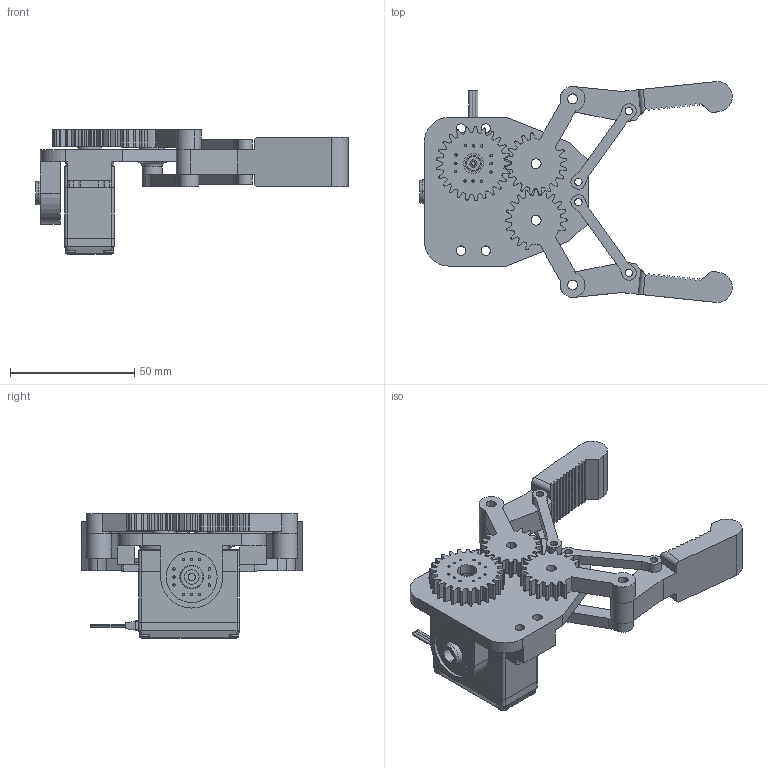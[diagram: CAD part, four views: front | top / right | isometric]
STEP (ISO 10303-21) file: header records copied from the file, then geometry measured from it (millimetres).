
FILE_DESCRIPTION (( 'STEP AP203' ), '1' );
FILE_NAME ('grbk.STEP', '2018-05-23T06:54:48', ( '' ), ( '' ), 'SwSTEP 2.0', 'SolidWorks 2016', '' );
FILE_SCHEMA (( 'CONFIG_CONTROL_DESIGN' ));
Length unit declared in the file: millimetre
Products named in the file (16): TOWER PRO MG-995, ANALOG SERVO, SHAFT; cenek; pan cross head_am_B18.6.7M - M2 x 0.4 x 10 Type I Cross Recessed PHMS --10N; ek2; TOWER PRO MG-995, ANALOG SERVO; ek; round mount; dd3y; grbk; TOWER PRO MG-995, ANALOG SERVO, BODY, BOTTOM; TOWER PRO MG-995, ANALOG SERVO, BODY, MIDDLE; g1k; TOWER PRO MG-995, ANALOG SERVO, BODY, TOP; dd1k; TOWER PRO MG-995, ANALOG SERVO, CONNECTOR; dd2k
Assembly tree (24 placements, depth 3):
  grbk
    g1k
    dd1k
    dd2k
    cenek  x2
    ek2  x2
    ek  x4
    dd3y
    TOWER PRO MG-995, ANALOG SERVO
      TOWER PRO MG-995, ANALOG SERVO, BODY, BOTTOM
      TOWER PRO MG-995, ANALOG SERVO, BODY, MIDDLE
      TOWER PRO MG-995, ANALOG SERVO, BODY, TOP
      TOWER PRO MG-995, ANALOG SERVO, CONNECTOR
      TOWER PRO MG-995, ANALOG SERVO, SHAFT
      pan cross head_am_B18.6.7M - M2 x 0.4 x 10 Type I Cross Recessed PHMS --10N  x4
    round mount  x2
Bounding box: 125.95 x 88.98 x 50.38 mm (x, y, z)
Volume: 87717.4 mm3; surface area: 46088.5 mm2
Topology: 26 solids, 26 shells, 1237 faces, 3334 edges, 2176 vertices
Faces by surface type: plane 601, cylinder 538, cone 58, torus 18, bspline 14, sphere 8
Entity records: 34589 total; most frequent: CARTESIAN_POINT 6330, DIRECTION 5641, ORIENTED_EDGE 5496, EDGE_CURVE 2748, AXIS2_PLACEMENT_3D 2029, VERTEX_POINT 1796, LINE 1583, VECTOR 1583
